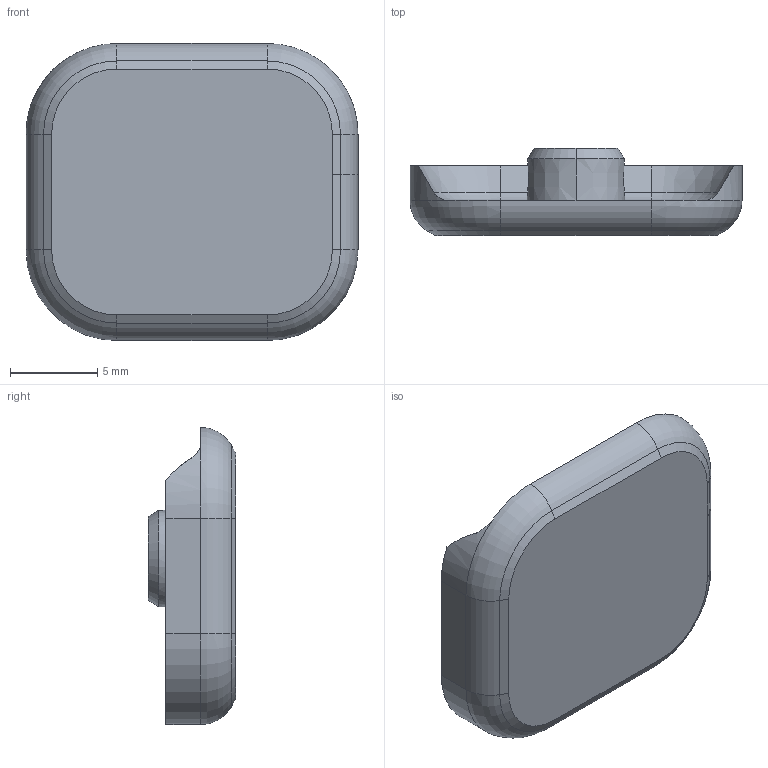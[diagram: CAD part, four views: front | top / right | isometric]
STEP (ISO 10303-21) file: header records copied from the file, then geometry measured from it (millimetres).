
FILE_DESCRIPTION (( 'STEP AP203' ), '1' );
FILE_NAME ('Button Low Profile V1 Sq Tr 19x17mm.STEP', '2022-10-16T12:42:48', ( '' ), ( '' ), 'SwSTEP 2.0', 'SolidWorks 2022', '' );
FILE_SCHEMA (( 'CONFIG_CONTROL_DESIGN' ));
Length unit declared in the file: millimetre
Products named in the file (1): Button Low Profile V1 Sq Tr 19x17mm
Bounding box: 19 x 5 x 17 mm (x, y, z)
Volume: 681.5 mm3; surface area: 933.6 mm2
Topology: 2 solids, 2 shells, 64 faces, 145 edges, 85 vertices
Faces by surface type: plane 36, cylinder 12, cone 10, torus 6
Entity records: 1843 total; most frequent: CARTESIAN_POINT 317, DIRECTION 314, ORIENTED_EDGE 290, EDGE_CURVE 145, AXIS2_PLACEMENT_3D 108, LINE 98, VECTOR 98, VERTEX_POINT 85
